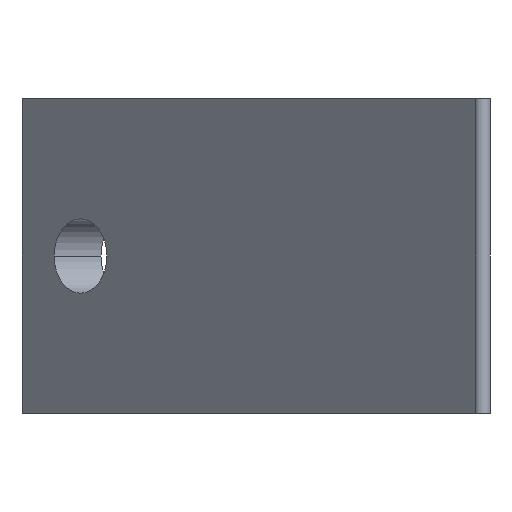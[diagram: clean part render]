
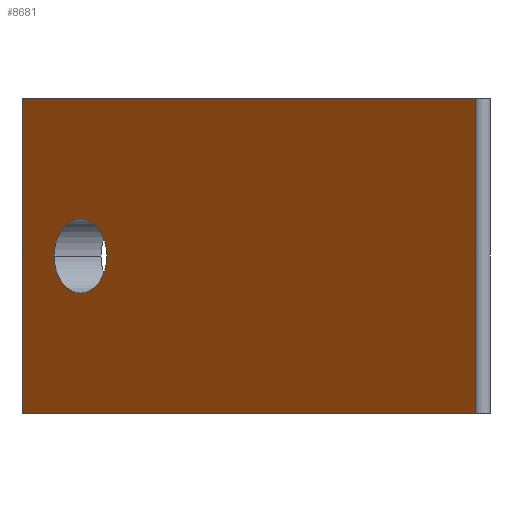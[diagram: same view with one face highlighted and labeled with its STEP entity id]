
A CAD part, left-side view. The second image highlights one B-rep face of the part: STEP entity #8681.
In plain terms, the highlighted planar face has unit normal (-0.707, 0.707, 0).
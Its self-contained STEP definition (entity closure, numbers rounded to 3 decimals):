
#561 = DIRECTION ( 'NONE',  ( -0.707, -0.707, 0. ) ) ;
#1104 = EDGE_CURVE ( 'NONE', #5080, #8045, #3577, .T. ) ;
#1304 = AXIS2_PLACEMENT_3D ( 'NONE', #4641, #10685, #5512 ) ;
#1353 = VERTEX_POINT ( 'NONE', #2023 ) ;
#1634 = EDGE_CURVE ( 'NONE', #10125, #1353, #11012, .T. ) ;
#1656 = VERTEX_POINT ( 'NONE', #1795 ) ;
#1664 = ORIENTED_EDGE ( 'NONE', *, *, #1104, .F. ) ;
#1795 = CARTESIAN_POINT ( 'NONE',  ( 10465.46, 2767.021, 19. ) ) ;
#1932 = ORIENTED_EDGE ( 'NONE', *, *, #6274, .T. ) ;
#2023 = CARTESIAN_POINT ( 'NONE',  ( 10420.852, 2722.412, 0. ) ) ;
#2089 = VECTOR ( 'NONE', #10397, 1000. ) ;
#2260 = EDGE_CURVE ( 'NONE', #1353, #8045, #2956, .T. ) ;
#2450 = CARTESIAN_POINT ( 'NONE',  ( 10475.713, 2777.274, 38. ) ) ;
#2630 = CARTESIAN_POINT ( 'NONE',  ( 10475.713, 2777.274, 0. ) ) ;
#2699 = VECTOR ( 'NONE', #5025, 1000. ) ;
#2842 = VERTEX_POINT ( 'NONE', #10265 ) ;
#2956 = LINE ( 'NONE', #6751, #2699 ) ;
#3132 = DIRECTION ( 'NONE',  ( 0.707, 0.707, 0. ) ) ;
#3257 = CARTESIAN_POINT ( 'NONE',  ( 10468.642, 2770.203, 19. ) ) ;
#3269 = CARTESIAN_POINT ( 'NONE',  ( 10475.713, 2777.274, 0. ) ) ;
#3410 = ORIENTED_EDGE ( 'NONE', *, *, #3972, .T. ) ;
#3477 = CIRCLE ( 'NONE', #10828, 4.5 ) ;
#3577 = LINE ( 'NONE', #10149, #7903 ) ;
#3673 = ORIENTED_EDGE ( 'NONE', *, *, #2260, .T. ) ;
#3940 = CARTESIAN_POINT ( 'NONE',  ( 10475.713, 2777.274, 10. ) ) ;
#3972 = EDGE_CURVE ( 'NONE', #2842, #1656, #3477, .T. ) ;
#4103 = DIRECTION ( 'NONE',  ( 0.707, 0.707, 0. ) ) ;
#4290 = DIRECTION ( 'NONE',  ( 0., 0., -1. ) ) ;
#4641 = CARTESIAN_POINT ( 'NONE',  ( 10468.642, 2770.203, 19. ) ) ;
#4851 = AXIS2_PLACEMENT_3D ( 'NONE', #3940, #8294, #3132 ) ;
#4952 = VECTOR ( 'NONE', #4290, 1000. ) ;
#5025 = DIRECTION ( 'NONE',  ( 0., 0., 1. ) ) ;
#5054 = CIRCLE ( 'NONE', #1304, 4.5 ) ;
#5080 = VERTEX_POINT ( 'NONE', #2450 ) ;
#5417 = ORIENTED_EDGE ( 'NONE', *, *, #9881, .T. ) ;
#5512 = DIRECTION ( 'NONE',  ( 0.707, 0.707, 0. ) ) ;
#5709 = ORIENTED_EDGE ( 'NONE', *, *, #1634, .T. ) ;
#6012 = CARTESIAN_POINT ( 'NONE',  ( 10475.713, 2777.274, 10. ) ) ;
#6257 = FACE_OUTER_BOUND ( 'NONE', #9030, .T. ) ;
#6274 = EDGE_CURVE ( 'NONE', #5080, #10125, #6949, .T. ) ;
#6540 = PLANE ( 'NONE',  #4851 ) ;
#6611 = EDGE_LOOP ( 'NONE', ( #5417, #3410 ) ) ;
#6751 = CARTESIAN_POINT ( 'NONE',  ( 10420.852, 2722.412, 10. ) ) ;
#6949 = LINE ( 'NONE', #6012, #4952 ) ;
#7903 = VECTOR ( 'NONE', #561, 1000. ) ;
#8045 = VERTEX_POINT ( 'NONE', #10451 ) ;
#8294 = DIRECTION ( 'NONE',  ( 0.707, -0.707, 0. ) ) ;
#8681 = ADVANCED_FACE ( 'NONE', ( #10594, #6257 ), #6540, .F. ) ;
#9030 = EDGE_LOOP ( 'NONE', ( #5709, #3673, #1664, #1932 ) ) ;
#9299 = DIRECTION ( 'NONE',  ( 0.707, -0.707, 0. ) ) ;
#9881 = EDGE_CURVE ( 'NONE', #1656, #2842, #5054, .T. ) ;
#10125 = VERTEX_POINT ( 'NONE', #3269 ) ;
#10149 = CARTESIAN_POINT ( 'NONE',  ( 10475.713, 2777.274, 38. ) ) ;
#10265 = CARTESIAN_POINT ( 'NONE',  ( 10471.824, 2773.385, 19. ) ) ;
#10397 = DIRECTION ( 'NONE',  ( -0.707, -0.707, 0. ) ) ;
#10451 = CARTESIAN_POINT ( 'NONE',  ( 10420.852, 2722.412, 38. ) ) ;
#10594 = FACE_BOUND ( 'NONE', #6611, .T. ) ;
#10685 = DIRECTION ( 'NONE',  ( 0.707, -0.707, 0. ) ) ;
#10828 = AXIS2_PLACEMENT_3D ( 'NONE', #3257, #9299, #4103 ) ;
#11012 = LINE ( 'NONE', #2630, #2089 ) ;
